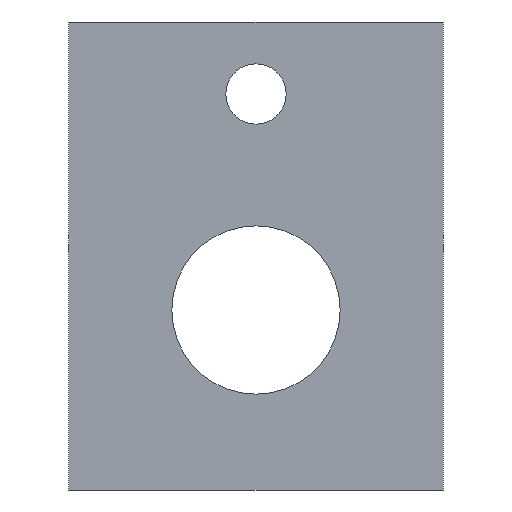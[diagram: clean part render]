
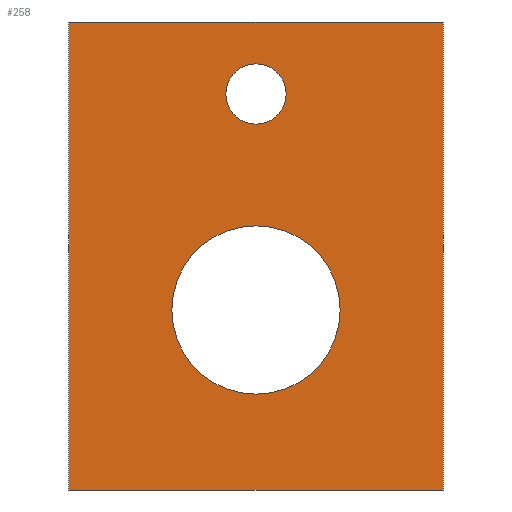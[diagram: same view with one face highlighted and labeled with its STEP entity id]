
A CAD part, front view. The second image highlights one B-rep face of the part: STEP entity #258.
In plain terms, the highlighted planar face has unit normal (0, -1, 0).
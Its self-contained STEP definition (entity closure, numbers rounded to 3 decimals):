
#17=FACE_BOUND('',#65,.T.);
#18=FACE_BOUND('',#66,.T.);
#28=PLANE('',#307);
#48=FACE_OUTER_BOUND('',#64,.T.);
#64=EDGE_LOOP('',(#225,#226,#227,#228));
#65=EDGE_LOOP('',(#229));
#66=EDGE_LOOP('',(#230));
#84=LINE('',#432,#104);
#92=LINE('',#447,#112);
#93=LINE('',#449,#113);
#94=LINE('',#450,#114);
#104=VECTOR('',#363,10.);
#112=VECTOR('',#375,10.);
#113=VECTOR('',#378,10.);
#114=VECTOR('',#379,10.);
#119=CIRCLE('',#293,4.188);
#121=CIRCLE('',#296,11.688);
#133=VERTEX_POINT('',#404);
#135=VERTEX_POINT('',#410);
#142=VERTEX_POINT('',#429);
#143=VERTEX_POINT('',#431);
#147=VERTEX_POINT('',#443);
#148=VERTEX_POINT('',#445);
#157=EDGE_CURVE('',#133,#133,#119,.T.);
#160=EDGE_CURVE('',#135,#135,#121,.T.);
#170=EDGE_CURVE('',#142,#143,#84,.T.);
#178=EDGE_CURVE('',#147,#148,#92,.T.);
#179=EDGE_CURVE('',#142,#147,#93,.T.);
#180=EDGE_CURVE('',#143,#148,#94,.T.);
#225=ORIENTED_EDGE('',*,*,#179,.T.);
#226=ORIENTED_EDGE('',*,*,#178,.T.);
#227=ORIENTED_EDGE('',*,*,#180,.F.);
#228=ORIENTED_EDGE('',*,*,#170,.F.);
#229=ORIENTED_EDGE('',*,*,#157,.T.);
#230=ORIENTED_EDGE('',*,*,#160,.T.);
#258=ADVANCED_FACE('',(#48,#17,#18),#28,.T.);
#293=AXIS2_PLACEMENT_3D('',#405,#334,#335);
#296=AXIS2_PLACEMENT_3D('',#411,#341,#342);
#307=AXIS2_PLACEMENT_3D('',#448,#376,#377);
#334=DIRECTION('center_axis',(0.,1.,0.));
#335=DIRECTION('ref_axis',(1.,0.,0.));
#341=DIRECTION('center_axis',(0.,1.,0.));
#342=DIRECTION('ref_axis',(1.,0.,0.));
#363=DIRECTION('',(0.,0.,1.));
#375=DIRECTION('',(0.,0.,1.));
#376=DIRECTION('center_axis',(0.,-1.,0.));
#377=DIRECTION('ref_axis',(1.,0.,0.));
#378=DIRECTION('',(1.,0.,0.));
#379=DIRECTION('',(1.,0.,0.));
#404=CARTESIAN_POINT('',(21.812,0.,55.));
#405=CARTESIAN_POINT('Origin',(26.,0.,55.));
#410=CARTESIAN_POINT('',(14.312,0.,25.));
#411=CARTESIAN_POINT('Origin',(26.,0.,25.));
#429=CARTESIAN_POINT('',(0.,0.,0.));
#431=CARTESIAN_POINT('',(0.,0.,65.));
#432=CARTESIAN_POINT('',(0.,0.,0.));
#443=CARTESIAN_POINT('',(52.,0.,0.));
#445=CARTESIAN_POINT('',(52.,0.,65.));
#447=CARTESIAN_POINT('',(52.,0.,0.));
#448=CARTESIAN_POINT('Origin',(0.,0.,0.));
#449=CARTESIAN_POINT('',(0.,0.,0.));
#450=CARTESIAN_POINT('',(0.,0.,65.));
